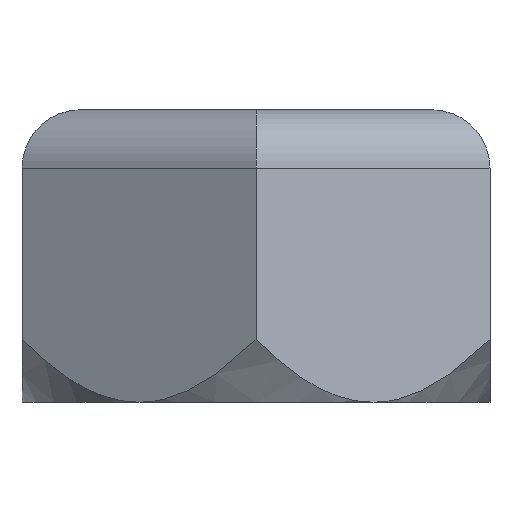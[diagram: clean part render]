
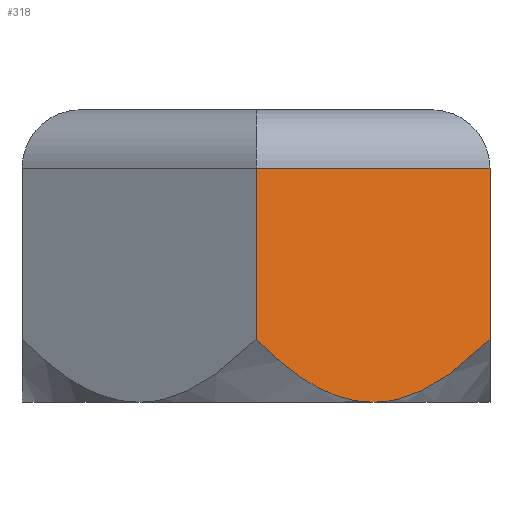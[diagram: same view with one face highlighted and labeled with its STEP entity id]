
A CAD part, front view. The second image highlights one B-rep face of the part: STEP entity #318.
In plain terms, the highlighted planar face has unit normal (0.5, -0.866, 0).
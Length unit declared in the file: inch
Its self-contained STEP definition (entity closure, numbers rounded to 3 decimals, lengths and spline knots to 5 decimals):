
#193=CARTESIAN_POINT('',(0.5,-0.28868,0.5));
#194=VERTEX_POINT('',#193);
#217=CARTESIAN_POINT('',(0.,-0.57735,0.5));
#218=VERTEX_POINT('',#217);
#219=CARTESIAN_POINT('',(0.,-0.57735,0.5));
#220=DIRECTION('',(0.866,0.5,0.0));
#221=VECTOR('',#220,0.57735);
#222=LINE('',#219,#221);
#223=EDGE_CURVE('',#218,#194,#222,.T.);
#266=CARTESIAN_POINT('',(0.,-0.57735,0.0));
#267=DIRECTION('',(0.5,-0.866,0.0));
#268=DIRECTION('',(0.866,0.5,0.0));
#269=AXIS2_PLACEMENT_3D('',#266,#267,#268);
#270=PLANE('',#269);
#271=ORIENTED_EDGE('',*,*,#223,.F.);
#272=CARTESIAN_POINT('',(0.,-0.57735,0.13397));
#273=VERTEX_POINT('',#272);
#274=CARTESIAN_POINT('',(0.,-0.57735,0.13397));
#275=DIRECTION('',(0.0,0.0,1.0));
#276=VECTOR('',#275,0.36603);
#277=LINE('',#274,#276);
#278=EDGE_CURVE('',#273,#218,#277,.T.);
#279=ORIENTED_EDGE('',*,*,#278,.F.);
#280=CARTESIAN_POINT('',(0.25,-0.43301,0.0));
#281=VERTEX_POINT('',#280);
#282=CARTESIAN_POINT('',(0.25,-0.43301,0.));
#283=CARTESIAN_POINT('',(0.13397,-0.5,0.));
#284=CARTESIAN_POINT('',(0.,-0.57735,0.13397));
#292=(BOUNDED_CURVE()B_SPLINE_CURVE(2,(#282,#283,#284),.UNSPECIFIED.,.F.,.U.)B_SPLINE_CURVE_WITH_KNOTS((3,3),(2.43548,3.60904),.UNSPECIFIED.)CURVE()GEOMETRIC_REPRESENTATION_ITEM()RATIONAL_B_SPLINE_CURVE((1.0,1.08,1.083))REPRESENTATION_ITEM(''));
#293=EDGE_CURVE('',#281,#273,#292,.T.);
#294=ORIENTED_EDGE('',*,*,#293,.F.);
#295=CARTESIAN_POINT('',(0.5,-0.28868,0.13397));
#296=VERTEX_POINT('',#295);
#297=CARTESIAN_POINT('',(0.5,-0.28868,0.13397));
#298=CARTESIAN_POINT('',(0.36603,-0.36603,0.));
#299=CARTESIAN_POINT('',(0.25,-0.43301,0.));
#307=(BOUNDED_CURVE()B_SPLINE_CURVE(2,(#297,#298,#299),.UNSPECIFIED.,.F.,.U.)B_SPLINE_CURVE_WITH_KNOTS((3,3),(1.26193,2.43548),.UNSPECIFIED.)CURVE()GEOMETRIC_REPRESENTATION_ITEM()RATIONAL_B_SPLINE_CURVE((1.083,1.08,1.0))REPRESENTATION_ITEM(''));
#308=EDGE_CURVE('',#296,#281,#307,.T.);
#309=ORIENTED_EDGE('',*,*,#308,.F.);
#310=CARTESIAN_POINT('',(0.5,-0.28868,0.13397));
#311=DIRECTION('',(0.0,0.0,1.0));
#312=VECTOR('',#311,0.36603);
#313=LINE('',#310,#312);
#314=EDGE_CURVE('',#296,#194,#313,.T.);
#315=ORIENTED_EDGE('',*,*,#314,.T.);
#316=EDGE_LOOP('',(#271,#279,#294,#309,#315));
#317=FACE_OUTER_BOUND('',#316,.T.);
#318=ADVANCED_FACE('',(#317),#270,.T.);
